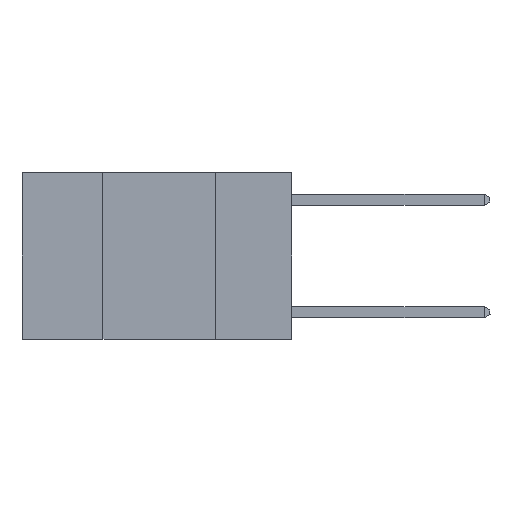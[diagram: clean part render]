
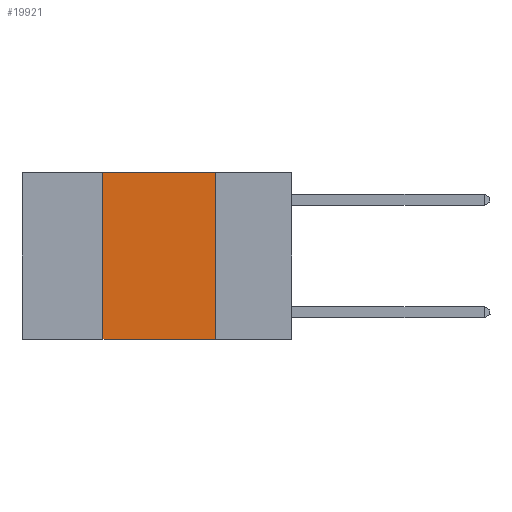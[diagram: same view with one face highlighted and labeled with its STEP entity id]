
A CAD part, left-side view. The second image highlights one B-rep face of the part: STEP entity #19921.
In plain terms, the highlighted planar face has unit normal (-1, 0, 0).
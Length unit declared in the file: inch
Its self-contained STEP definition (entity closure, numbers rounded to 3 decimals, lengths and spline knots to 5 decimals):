
#249 = VECTOR ( 'NONE', #19897, 39.37008 ) ;
#592 = VERTEX_POINT ( 'NONE', #9510 ) ;
#1368 = EDGE_LOOP ( 'NONE', ( #14853, #17981, #17530, #12155 ) ) ;
#1562 = AXIS2_PLACEMENT_3D ( 'NONE', #22984, #1582, #15698 ) ;
#1582 = DIRECTION ( 'NONE',  ( 1., 0., 0. ) ) ;
#1959 = CARTESIAN_POINT ( 'NONE',  ( 0., 0.42, 0. ) ) ;
#3290 = VECTOR ( 'NONE', #18180, 39.37008 ) ;
#3598 = PLANE ( 'NONE',  #1562 ) ;
#4347 = VERTEX_POINT ( 'NONE', #1959 ) ;
#5653 = EDGE_CURVE ( 'NONE', #10670, #592, #16483, .T. ) ;
#5943 = VECTOR ( 'NONE', #22660, 39.37008 ) ;
#6323 = CARTESIAN_POINT ( 'NONE',  ( 0., 0.17, 0. ) ) ;
#7225 = EDGE_CURVE ( 'NONE', #4347, #15389, #17893, .T. ) ;
#8203 = CARTESIAN_POINT ( 'NONE',  ( 0., 0.42, -0.37 ) ) ;
#9510 = CARTESIAN_POINT ( 'NONE',  ( 0., 0.17, -0.37 ) ) ;
#10670 = VERTEX_POINT ( 'NONE', #8203 ) ;
#12155 = ORIENTED_EDGE ( 'NONE', *, *, #5653, .T. ) ;
#13340 = EDGE_CURVE ( 'NONE', #10670, #4347, #20859, .T. ) ;
#14007 = CARTESIAN_POINT ( 'NONE',  ( 0., 0.6, 0. ) ) ;
#14853 = ORIENTED_EDGE ( 'NONE', *, *, #17985, .F. ) ;
#15389 = VERTEX_POINT ( 'NONE', #6323 ) ;
#15698 = DIRECTION ( 'NONE',  ( 0., 0., -1. ) ) ;
#16251 = CARTESIAN_POINT ( 'NONE',  ( 0., 0.42, 0. ) ) ;
#16483 = LINE ( 'NONE', #20921, #5943 ) ;
#17530 = ORIENTED_EDGE ( 'NONE', *, *, #13340, .F. ) ;
#17893 = LINE ( 'NONE', #14007, #22189 ) ;
#17981 = ORIENTED_EDGE ( 'NONE', *, *, #7225, .F. ) ;
#17985 = EDGE_CURVE ( 'NONE', #15389, #592, #21339, .T. ) ;
#18180 = DIRECTION ( 'NONE',  ( 0., 0., 1. ) ) ;
#19897 = DIRECTION ( 'NONE',  ( 0., 0., -1. ) ) ;
#19921 = ADVANCED_FACE ( 'NONE', ( #24955 ), #3598, .F. ) ;
#20859 = LINE ( 'NONE', #16251, #3290 ) ;
#20921 = CARTESIAN_POINT ( 'NONE',  ( 0., 0.6, -0.37 ) ) ;
#21339 = LINE ( 'NONE', #23361, #249 ) ;
#22189 = VECTOR ( 'NONE', #23173, 39.37008 ) ;
#22660 = DIRECTION ( 'NONE',  ( 0., -1., 0. ) ) ;
#22984 = CARTESIAN_POINT ( 'NONE',  ( 0., 0.6, 0. ) ) ;
#23173 = DIRECTION ( 'NONE',  ( 0., -1., 0. ) ) ;
#23361 = CARTESIAN_POINT ( 'NONE',  ( 0., 0.17, 0. ) ) ;
#24955 = FACE_OUTER_BOUND ( 'NONE', #1368, .T. ) ;
